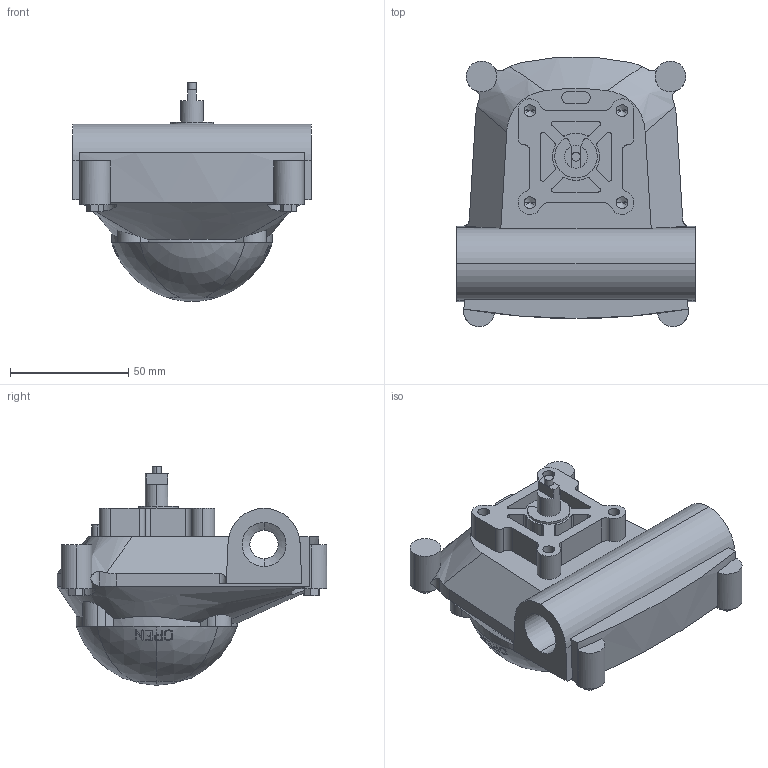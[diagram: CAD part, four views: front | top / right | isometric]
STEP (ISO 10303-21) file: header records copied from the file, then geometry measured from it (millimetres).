
FILE_DESCRIPTION (( 'STEP AP214' ), '1' );
FILE_NAME ('ALP-210-N.step', '2025-09-25T05:50:45', ( 'KTP' ), ( '' ), 'SwSTEP 2.0', 'SolidWorks 2021', '' );
FILE_SCHEMA (( 'AUTOMOTIVE_DESIGN' ));
Length unit declared in the file: millimetre
Products named in the file (1): ALP-210-N
Bounding box: 101 x 114.24 x 92.7 mm (x, y, z)
Volume: 371698.7 mm3; surface area: 45329.2 mm2
Topology: 1 solids, 1 shells, 355 faces, 1017 edges, 699 vertices
Faces by surface type: plane 153, cylinder 132, sphere 50, cone 12, bspline 8
Entity records: 17074 total; most frequent: CARTESIAN_POINT 6202, ORIENTED_EDGE 2018, DIRECTION 1695, EDGE_CURVE 1009, VERTEX_POINT 699, AXIS2_PLACEMENT_3D 626, VECTOR 443, LINE 443
